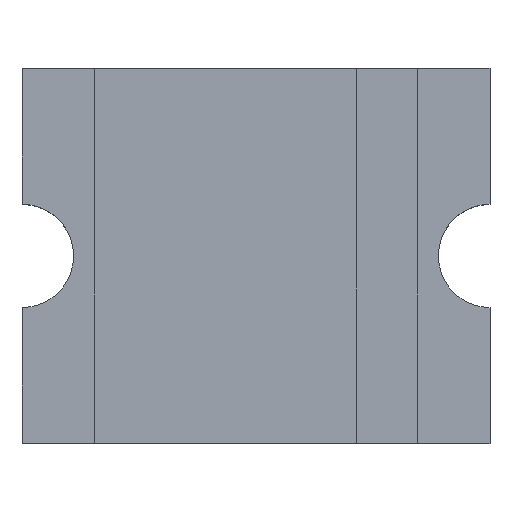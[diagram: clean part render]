
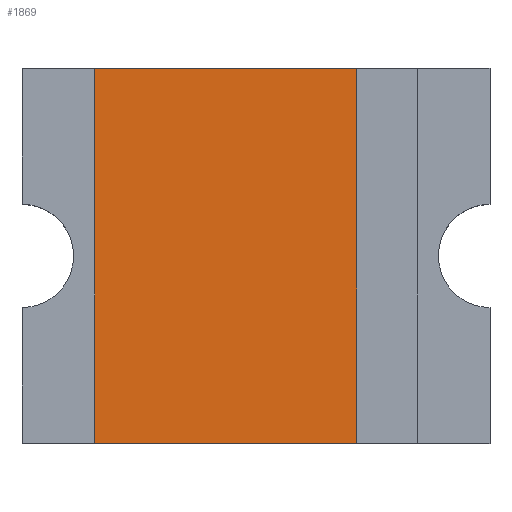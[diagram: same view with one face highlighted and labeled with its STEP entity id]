
A CAD part, top view. The second image highlights one B-rep face of the part: STEP entity #1869.
In plain terms, the highlighted planar face has unit normal (0, 0, 1).
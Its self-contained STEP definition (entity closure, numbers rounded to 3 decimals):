
#894 = PLANE('',#895);
#895 = AXIS2_PLACEMENT_3D('',#896,#897,#898);
#896 = CARTESIAN_POINT('',(-1.608,-0.013,0.635));
#897 = DIRECTION('',(0.,0.,-1.));
#898 = DIRECTION('',(0.,1.,0.));
#987 = PLANE('',#988);
#988 = AXIS2_PLACEMENT_3D('',#989,#990,#991);
#989 = CARTESIAN_POINT('',(0.693,-1.3,0.585));
#990 = DIRECTION('',(0.,-1.,0.));
#991 = DIRECTION('',(1.,0.,0.));
#1000 = VERTEX_POINT('',#1001);
#1001 = CARTESIAN_POINT('',(0.693,-1.3,0.635));
#1223 = VERTEX_POINT('',#1224);
#1224 = CARTESIAN_POINT('',(0.693,1.275,0.635));
#1261 = PLANE('',#1262);
#1262 = AXIS2_PLACEMENT_3D('',#1263,#1264,#1265);
#1263 = CARTESIAN_POINT('',(-1.558,1.275,0.585));
#1264 = DIRECTION('',(0.,1.,0.));
#1265 = DIRECTION('',(-1.,0.,0.));
#1403 = EDGE_CURVE('',#1000,#1223,#1404,.T.);
#1404 = SURFACE_CURVE('',#1405,(#1409,#1416),.PCURVE_S1.);
#1405 = LINE('',#1406,#1407);
#1406 = CARTESIAN_POINT('',(0.693,1.275,0.635));
#1407 = VECTOR('',#1408,1.);
#1408 = DIRECTION('',(0.,1.,0.));
#1409 = PCURVE('',#894,#1410);
#1410 = DEFINITIONAL_REPRESENTATION('',(#1411),#1415);
#1411 = LINE('',#1412,#1413);
#1412 = CARTESIAN_POINT('',(1.288,2.3));
#1413 = VECTOR('',#1414,1.);
#1414 = DIRECTION('',(1.,0.));
#1415 = ( GEOMETRIC_REPRESENTATION_CONTEXT(2) 
PARAMETRIC_REPRESENTATION_CONTEXT() REPRESENTATION_CONTEXT('2D SPACE',''
  ) );
#1416 = PCURVE('',#1417,#1422);
#1417 = PLANE('',#1418);
#1418 = AXIS2_PLACEMENT_3D('',#1419,#1420,#1421);
#1419 = CARTESIAN_POINT('',(-1.608,-0.013,0.635));
#1420 = DIRECTION('',(0.,0.,1.));
#1421 = DIRECTION('',(0.,-1.,0.));
#1422 = DEFINITIONAL_REPRESENTATION('',(#1423),#1427);
#1423 = LINE('',#1424,#1425);
#1424 = CARTESIAN_POINT('',(-1.288,2.3));
#1425 = VECTOR('',#1426,1.);
#1426 = DIRECTION('',(-1.,0.));
#1427 = ( GEOMETRIC_REPRESENTATION_CONTEXT(2) 
PARAMETRIC_REPRESENTATION_CONTEXT() REPRESENTATION_CONTEXT('2D SPACE',''
  ) );
#1435 = VERTEX_POINT('',#1436);
#1436 = CARTESIAN_POINT('',(-1.108,-1.3,0.635));
#1450 = PLANE('',#1451);
#1451 = AXIS2_PLACEMENT_3D('',#1452,#1453,#1454);
#1452 = CARTESIAN_POINT('',(-1.108,1.275,0.685));
#1453 = DIRECTION('',(-1.,0.,0.));
#1454 = DIRECTION('',(0.,1.,0.));
#1652 = EDGE_CURVE('',#1435,#1000,#1653,.T.);
#1653 = SURFACE_CURVE('',#1654,(#1658,#1665),.PCURVE_S1.);
#1654 = LINE('',#1655,#1656);
#1655 = CARTESIAN_POINT('',(0.693,-1.3,0.635));
#1656 = VECTOR('',#1657,1.);
#1657 = DIRECTION('',(1.,0.,0.));
#1658 = PCURVE('',#987,#1659);
#1659 = DEFINITIONAL_REPRESENTATION('',(#1660),#1664);
#1660 = LINE('',#1661,#1662);
#1661 = CARTESIAN_POINT('',(0.,0.05));
#1662 = VECTOR('',#1663,1.);
#1663 = DIRECTION('',(1.,0.));
#1664 = ( GEOMETRIC_REPRESENTATION_CONTEXT(2) 
PARAMETRIC_REPRESENTATION_CONTEXT() REPRESENTATION_CONTEXT('2D SPACE',''
  ) );
#1665 = PCURVE('',#1417,#1666);
#1666 = DEFINITIONAL_REPRESENTATION('',(#1667),#1671);
#1667 = LINE('',#1668,#1669);
#1668 = CARTESIAN_POINT('',(1.288,2.3));
#1669 = VECTOR('',#1670,1.);
#1670 = DIRECTION('',(0.,1.));
#1671 = ( GEOMETRIC_REPRESENTATION_CONTEXT(2) 
PARAMETRIC_REPRESENTATION_CONTEXT() REPRESENTATION_CONTEXT('2D SPACE',''
  ) );
#1700 = VERTEX_POINT('',#1701);
#1701 = CARTESIAN_POINT('',(-1.108,1.275,0.635));
#1845 = EDGE_CURVE('',#1223,#1700,#1846,.T.);
#1846 = SURFACE_CURVE('',#1847,(#1851,#1858),.PCURVE_S1.);
#1847 = LINE('',#1848,#1849);
#1848 = CARTESIAN_POINT('',(-1.558,1.275,0.635));
#1849 = VECTOR('',#1850,1.);
#1850 = DIRECTION('',(-1.,0.,0.));
#1851 = PCURVE('',#1261,#1852);
#1852 = DEFINITIONAL_REPRESENTATION('',(#1853),#1857);
#1853 = LINE('',#1854,#1855);
#1854 = CARTESIAN_POINT('',(0.,0.05));
#1855 = VECTOR('',#1856,1.);
#1856 = DIRECTION('',(1.,0.));
#1857 = ( GEOMETRIC_REPRESENTATION_CONTEXT(2) 
PARAMETRIC_REPRESENTATION_CONTEXT() REPRESENTATION_CONTEXT('2D SPACE',''
  ) );
#1858 = PCURVE('',#1417,#1859);
#1859 = DEFINITIONAL_REPRESENTATION('',(#1860),#1864);
#1860 = LINE('',#1861,#1862);
#1861 = CARTESIAN_POINT('',(-1.288,0.05));
#1862 = VECTOR('',#1863,1.);
#1863 = DIRECTION('',(0.,-1.));
#1864 = ( GEOMETRIC_REPRESENTATION_CONTEXT(2) 
PARAMETRIC_REPRESENTATION_CONTEXT() REPRESENTATION_CONTEXT('2D SPACE',''
  ) );
#1869 = ADVANCED_FACE('',(#1870),#1417,.T.);
#1870 = FACE_BOUND('',#1871,.T.);
#1871 = EDGE_LOOP('',(#1872,#1873,#1894,#1895));
#1872 = ORIENTED_EDGE('',*,*,#1845,.T.);
#1873 = ORIENTED_EDGE('',*,*,#1874,.T.);
#1874 = EDGE_CURVE('',#1700,#1435,#1875,.T.);
#1875 = SURFACE_CURVE('',#1876,(#1880,#1887),.PCURVE_S1.);
#1876 = LINE('',#1877,#1878);
#1877 = CARTESIAN_POINT('',(-1.108,-1.3,0.635));
#1878 = VECTOR('',#1879,1.);
#1879 = DIRECTION('',(0.,-1.,0.));
#1880 = PCURVE('',#1417,#1881);
#1881 = DEFINITIONAL_REPRESENTATION('',(#1882),#1886);
#1882 = LINE('',#1883,#1884);
#1883 = CARTESIAN_POINT('',(1.288,0.5));
#1884 = VECTOR('',#1885,1.);
#1885 = DIRECTION('',(1.,0.));
#1886 = ( GEOMETRIC_REPRESENTATION_CONTEXT(2) 
PARAMETRIC_REPRESENTATION_CONTEXT() REPRESENTATION_CONTEXT('2D SPACE',''
  ) );
#1887 = PCURVE('',#1450,#1888);
#1888 = DEFINITIONAL_REPRESENTATION('',(#1889),#1893);
#1889 = LINE('',#1890,#1891);
#1890 = CARTESIAN_POINT('',(-2.575,0.05));
#1891 = VECTOR('',#1892,1.);
#1892 = DIRECTION('',(-1.,0.));
#1893 = ( GEOMETRIC_REPRESENTATION_CONTEXT(2) 
PARAMETRIC_REPRESENTATION_CONTEXT() REPRESENTATION_CONTEXT('2D SPACE',''
  ) );
#1894 = ORIENTED_EDGE('',*,*,#1652,.T.);
#1895 = ORIENTED_EDGE('',*,*,#1403,.T.);
